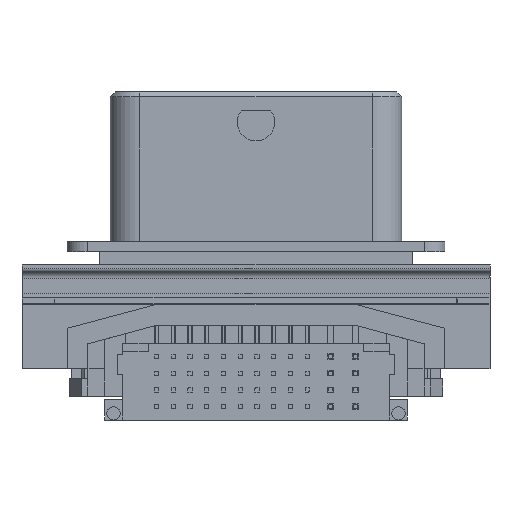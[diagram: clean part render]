
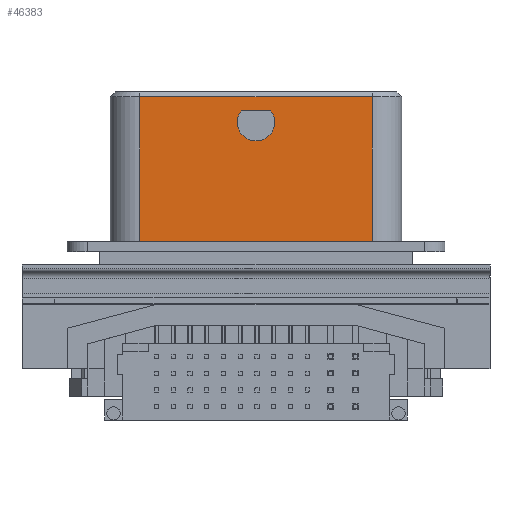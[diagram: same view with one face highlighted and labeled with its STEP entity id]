
A CAD part, front view. The second image highlights one B-rep face of the part: STEP entity #46383.
In plain terms, the highlighted planar face has unit normal (0, -1, 0).
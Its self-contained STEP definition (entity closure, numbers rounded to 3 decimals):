
#15359=DIRECTION('',(0.,0.,1.));
#15360=VECTOR('',#15359,21.65);
#15361=CARTESIAN_POINT('',(8.4,-2.65,11.275));
#15362=LINE('',#15361,#15360);
#15504=DIRECTION('',(0.,0.,-1.));
#15505=VECTOR('',#15504,21.65);
#15506=CARTESIAN_POINT('',(43.1,-2.65,32.925));
#15507=LINE('',#15506,#15505);
#15525=DIRECTION('',(-1.,0.,0.));
#15526=VECTOR('',#15525,34.7);
#15527=CARTESIAN_POINT('',(43.1,-2.65,32.925));
#15528=LINE('',#15527,#15526);
#15529=DIRECTION('',(1.,0.,0.));
#15530=VECTOR('',#15529,34.7);
#15531=CARTESIAN_POINT('',(8.4,-2.65,11.275));
#15532=LINE('',#15531,#15530);
#15533=CARTESIAN_POINT('',(25.75,-2.65,29.125));
#15534=DIRECTION('',(0.,1.,0.));
#15535=DIRECTION('',(-1.,0.,0.));
#15536=AXIS2_PLACEMENT_3D('',#15533,#15534,#15535);
#15538=CARTESIAN_POINT('',(25.75,-2.65,29.125));
#15539=DIRECTION('',(0.,1.,0.));
#15540=DIRECTION('',(1.,0.,0.));
#15541=AXIS2_PLACEMENT_3D('',#15538,#15539,#15540);
#18715=CARTESIAN_POINT('',(8.4,-2.65,11.275));
#18716=CARTESIAN_POINT('',(43.1,-2.65,11.275));
#18717=VERTEX_POINT('',#18715);
#18718=VERTEX_POINT('',#18716);
#22302=CARTESIAN_POINT('',(43.1,-2.65,32.925));
#22303=VERTEX_POINT('',#22302);
#22446=CARTESIAN_POINT('',(8.4,-2.65,32.925));
#22447=VERTEX_POINT('',#22446);
#24216=CARTESIAN_POINT('',(27.45,-2.65,29.125));
#24217=CARTESIAN_POINT('',(24.05,-2.65,29.125));
#24218=VERTEX_POINT('',#24216);
#24219=VERTEX_POINT('',#24217);
#46366=CARTESIAN_POINT('',(47.5,-2.65,11.275));
#46367=DIRECTION('',(0.,-1.,0.));
#46368=DIRECTION('',(-1.,0.,0.));
#46369=AXIS2_PLACEMENT_3D('',#46366,#46367,#46368);
#46370=PLANE('',#46369);
#46371=ORIENTED_EDGE('',*,*,#46358,.F.);
#46372=ORIENTED_EDGE('',*,*,#46334,.T.);
#46373=ORIENTED_EDGE('',*,*,#24327,.F.);
#46374=ORIENTED_EDGE('',*,*,#46133,.T.);
#46375=EDGE_LOOP('',(#46371,#46372,#46373,#46374));
#46376=FACE_OUTER_BOUND('',#46375,.F.);
#46378=ORIENTED_EDGE('',*,*,#46377,.F.);
#46380=ORIENTED_EDGE('',*,*,#46379,.F.);
#46381=EDGE_LOOP('',(#46378,#46380));
#46382=FACE_BOUND('',#46381,.F.);
#46383=ADVANCED_FACE('',(#46376,#46382),#46370,.T.);
#15537=CIRCLE('',#15536,1.7);
#15542=CIRCLE('',#15541,1.7);
#24327=EDGE_CURVE('',#18717,#18718,#15532,.T.);
#46133=EDGE_CURVE('',#18717,#22447,#15362,.T.);
#46334=EDGE_CURVE('',#22303,#18718,#15507,.T.);
#46358=EDGE_CURVE('',#22303,#22447,#15528,.T.);
#46377=EDGE_CURVE('',#24219,#24218,#15537,.T.);
#46379=EDGE_CURVE('',#24218,#24219,#15542,.T.);
